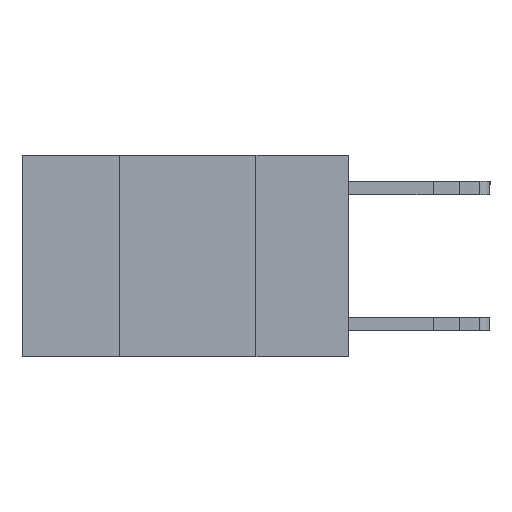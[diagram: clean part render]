
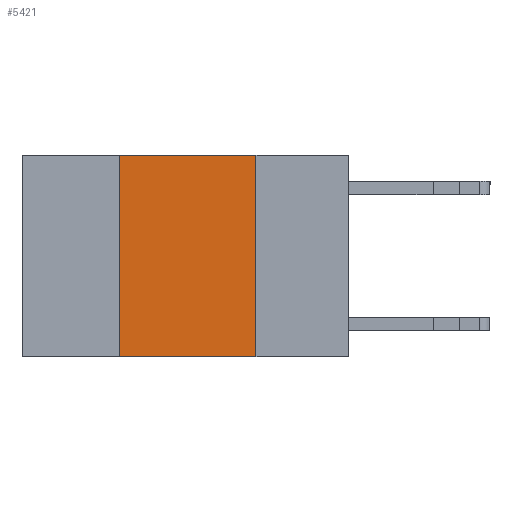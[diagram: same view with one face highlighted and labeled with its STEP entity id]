
A CAD part, left-side view. The second image highlights one B-rep face of the part: STEP entity #5421.
In plain terms, the highlighted planar face has unit normal (-1, 0, 0).
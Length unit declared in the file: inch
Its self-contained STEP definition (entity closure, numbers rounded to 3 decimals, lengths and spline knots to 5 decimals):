
#866 = DIRECTION ( 'NONE',  ( 1., 0., 0. ) ) ;
#1094 = LINE ( 'NONE', #6604, #6611 ) ;
#1113 = ORIENTED_EDGE ( 'NONE', *, *, #7288, .F. ) ;
#1234 = AXIS2_PLACEMENT_3D ( 'NONE', #4370, #866, #9017 ) ;
#1799 = ORIENTED_EDGE ( 'NONE', *, *, #5099, .T. ) ;
#2481 = CARTESIAN_POINT ( 'NONE',  ( 0., 0.17, -0.37 ) ) ;
#2695 = DIRECTION ( 'NONE',  ( 0., -1., 0. ) ) ;
#2743 = EDGE_CURVE ( 'NONE', #6434, #12353, #9503, .T. ) ;
#3249 = LINE ( 'NONE', #13346, #13167 ) ;
#3272 = CARTESIAN_POINT ( 'NONE',  ( 0., 0.42, 0. ) ) ;
#4338 = CARTESIAN_POINT ( 'NONE',  ( 0., 0.17, 0. ) ) ;
#4370 = CARTESIAN_POINT ( 'NONE',  ( 0., 0.6, 0. ) ) ;
#4659 = DIRECTION ( 'NONE',  ( 0., 0., 1. ) ) ;
#5099 = EDGE_CURVE ( 'NONE', #9400, #13801, #14090, .T. ) ;
#5421 = ADVANCED_FACE ( 'NONE', ( #12852 ), #12182, .F. ) ;
#6434 = VERTEX_POINT ( 'NONE', #3272 ) ;
#6604 = CARTESIAN_POINT ( 'NONE',  ( 0., 0.17, 0. ) ) ;
#6611 = VECTOR ( 'NONE', #9775, 39.37008 ) ;
#7288 = EDGE_CURVE ( 'NONE', #9400, #6434, #3249, .T. ) ;
#8156 = ORIENTED_EDGE ( 'NONE', *, *, #2743, .F. ) ;
#8340 = CARTESIAN_POINT ( 'NONE',  ( 0., 0.6, 0. ) ) ;
#8629 = CARTESIAN_POINT ( 'NONE',  ( 0., 0.6, -0.37 ) ) ;
#9017 = DIRECTION ( 'NONE',  ( 0., 0., -1. ) ) ;
#9400 = VERTEX_POINT ( 'NONE', #12103 ) ;
#9503 = LINE ( 'NONE', #8340, #12409 ) ;
#9775 = DIRECTION ( 'NONE',  ( 0., 0., -1. ) ) ;
#10159 = VECTOR ( 'NONE', #13009, 39.37008 ) ;
#10203 = EDGE_LOOP ( 'NONE', ( #11875, #8156, #1113, #1799 ) ) ;
#11875 = ORIENTED_EDGE ( 'NONE', *, *, #14086, .F. ) ;
#12103 = CARTESIAN_POINT ( 'NONE',  ( 0., 0.42, -0.37 ) ) ;
#12182 = PLANE ( 'NONE',  #1234 ) ;
#12353 = VERTEX_POINT ( 'NONE', #4338 ) ;
#12409 = VECTOR ( 'NONE', #2695, 39.37008 ) ;
#12852 = FACE_OUTER_BOUND ( 'NONE', #10203, .T. ) ;
#13009 = DIRECTION ( 'NONE',  ( 0., -1., 0. ) ) ;
#13167 = VECTOR ( 'NONE', #4659, 39.37008 ) ;
#13346 = CARTESIAN_POINT ( 'NONE',  ( 0., 0.42, 0. ) ) ;
#13801 = VERTEX_POINT ( 'NONE', #2481 ) ;
#14086 = EDGE_CURVE ( 'NONE', #12353, #13801, #1094, .T. ) ;
#14090 = LINE ( 'NONE', #8629, #10159 ) ;
